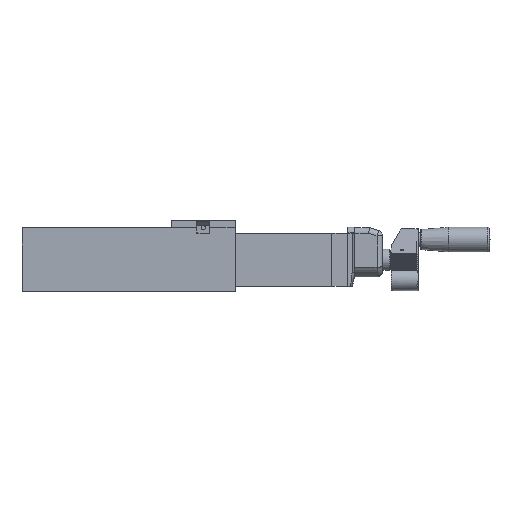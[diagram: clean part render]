
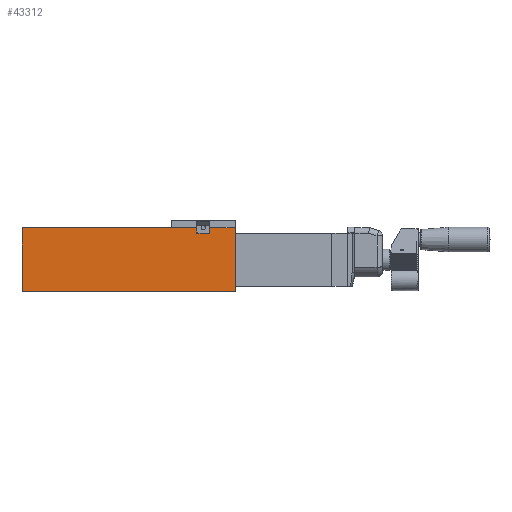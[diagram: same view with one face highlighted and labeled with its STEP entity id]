
A CAD part, left-side view. The second image highlights one B-rep face of the part: STEP entity #43312.
In plain terms, the highlighted planar face has unit normal (-1, 0, 0).
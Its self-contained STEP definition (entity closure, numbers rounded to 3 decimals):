
#3798=LINE('',#73625,#7034);
#3809=LINE('',#73651,#7045);
#3812=LINE('',#73657,#7048);
#3815=LINE('',#73663,#7051);
#3816=LINE('',#73665,#7052);
#3817=LINE('',#73667,#7053);
#3818=LINE('',#73669,#7054);
#3819=LINE('',#73671,#7055);
#7034=VECTOR('',#54502,1000.);
#7045=VECTOR('',#54523,1000.);
#7048=VECTOR('',#54528,1000.);
#7051=VECTOR('',#54533,1000.);
#7052=VECTOR('',#54534,1000.);
#7053=VECTOR('',#54535,1000.);
#7054=VECTOR('',#54536,1000.);
#7055=VECTOR('',#54537,1000.);
#8346=PLANE('',#46033);
#17523=ORIENTED_EDGE('',*,*,#22175,.F.);
#17524=ORIENTED_EDGE('',*,*,#22178,.F.);
#17525=ORIENTED_EDGE('',*,*,#22181,.F.);
#17526=ORIENTED_EDGE('',*,*,#22182,.F.);
#17527=ORIENTED_EDGE('',*,*,#22183,.T.);
#17528=ORIENTED_EDGE('',*,*,#22184,.T.);
#17529=ORIENTED_EDGE('',*,*,#22185,.F.);
#17530=ORIENTED_EDGE('',*,*,#22162,.F.);
#22162=EDGE_CURVE('',#25292,#25294,#3798,.T.);
#22175=EDGE_CURVE('',#25304,#25292,#3809,.T.);
#22178=EDGE_CURVE('',#25306,#25304,#3812,.T.);
#22181=EDGE_CURVE('',#25308,#25306,#3815,.T.);
#22182=EDGE_CURVE('',#25309,#25308,#3816,.T.);
#22183=EDGE_CURVE('',#25309,#25310,#3817,.T.);
#22184=EDGE_CURVE('',#25310,#25311,#3818,.T.);
#22185=EDGE_CURVE('',#25294,#25311,#3819,.T.);
#25292=VERTEX_POINT('',#73623);
#25294=VERTEX_POINT('',#73626);
#25304=VERTEX_POINT('',#73652);
#25306=VERTEX_POINT('',#73658);
#25308=VERTEX_POINT('',#73664);
#25309=VERTEX_POINT('',#73666);
#25310=VERTEX_POINT('',#73668);
#25311=VERTEX_POINT('',#73670);
#28491=EDGE_LOOP('',(#17523,#17524,#17525,#17526,#17527,#17528,#17529,#17530));
#30836=FACE_BOUND('',#28491,.T.);
#43312=ADVANCED_FACE('',(#30836),#8346,.T.);
#46033=AXIS2_PLACEMENT_3D('',#73662,#54531,#54532);
#54502=DIRECTION('',(0.,-1.,0.));
#54523=DIRECTION('',(0.,0.,1.));
#54528=DIRECTION('',(0.,-1.,0.));
#54531=DIRECTION('',(-1.,0.,0.));
#54532=DIRECTION('',(0.,0.,1.));
#54533=DIRECTION('',(0.,0.,-1.));
#54534=DIRECTION('',(0.,-1.,0.));
#54535=DIRECTION('',(0.,0.,-1.));
#54536=DIRECTION('',(0.,-1.,0.));
#54537=DIRECTION('',(0.,0.,-1.));
#73623=CARTESIAN_POINT('',(-30.,24.,30.));
#73625=CARTESIAN_POINT('',(-30.,200.,30.));
#73626=CARTESIAN_POINT('',(-30.,0.,30.));
#73651=CARTESIAN_POINT('',(-30.,24.,30.));
#73652=CARTESIAN_POINT('',(-30.,24.,25.));
#73657=CARTESIAN_POINT('',(-30.,200.,25.));
#73658=CARTESIAN_POINT('',(-30.,36.,25.));
#73662=CARTESIAN_POINT('',(-30.,200.,30.));
#73663=CARTESIAN_POINT('',(-30.,36.,30.));
#73664=CARTESIAN_POINT('',(-30.,36.,30.));
#73665=CARTESIAN_POINT('',(-30.,200.,30.));
#73666=CARTESIAN_POINT('',(-30.,200.,30.));
#73667=CARTESIAN_POINT('',(-30.,200.,30.));
#73668=CARTESIAN_POINT('',(-30.,200.,-30.));
#73669=CARTESIAN_POINT('',(-30.,200.,-30.));
#73670=CARTESIAN_POINT('',(-30.,0.,-30.));
#73671=CARTESIAN_POINT('',(-30.,0.,30.));
